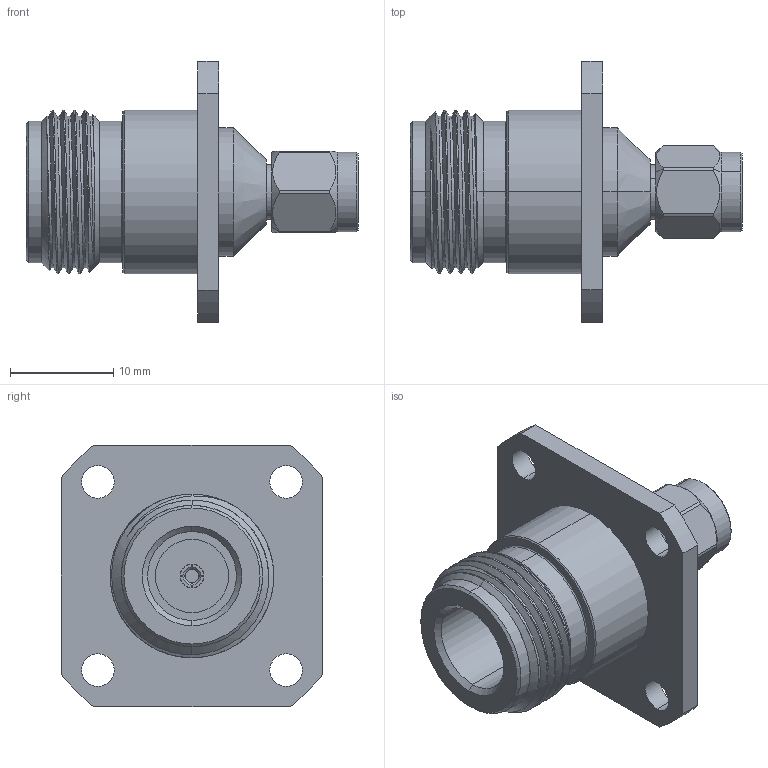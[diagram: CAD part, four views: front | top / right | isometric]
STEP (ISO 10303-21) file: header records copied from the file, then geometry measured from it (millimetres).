
FILE_DESCRIPTION (( 'STEP AP203' ), '1' );
FILE_NAME ('SM4252.step', '2019-01-08T23:40:45', ( '' ), ( '' ), 'SwSTEP 2.0', 'SolidWorks 2017', '' );
FILE_SCHEMA (( 'CONFIG_CONTROL_DESIGN' ));
Length unit declared in the file: inch
Products named in the file (1): SM4252
Bounding box: 32.23 x 25.4 x 25.4 mm (x, y, z)
Volume: 4340.5 mm3; surface area: 3322.6 mm2
Topology: 1 solids, 1 shells, 153 faces, 384 edges, 247 vertices
Faces by surface type: cylinder 77, plane 38, cone 28, bspline 8, torus 2
Entity records: 8634 total; most frequent: CARTESIAN_POINT 5069, ORIENTED_EDGE 768, DIRECTION 687, EDGE_CURVE 384, AXIS2_PLACEMENT_3D 279, VERTEX_POINT 247, EDGE_LOOP 175, FACE_OUTER_BOUND 153
